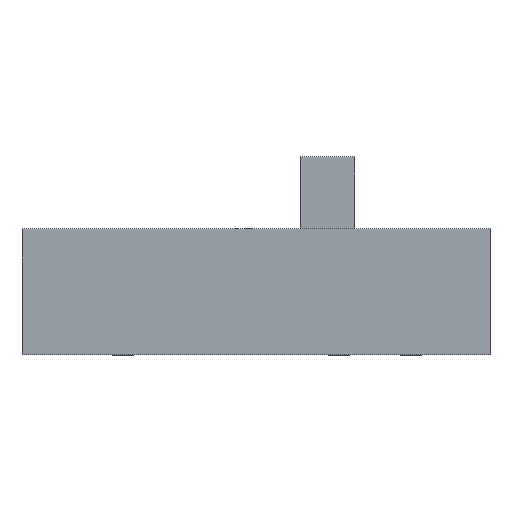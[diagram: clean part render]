
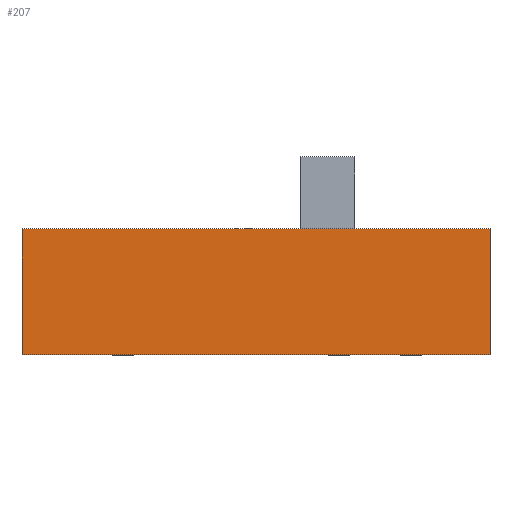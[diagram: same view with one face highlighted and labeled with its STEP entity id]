
A CAD part, top view. The second image highlights one B-rep face of the part: STEP entity #207.
In plain terms, the highlighted planar face has unit normal (0, 0, 1).
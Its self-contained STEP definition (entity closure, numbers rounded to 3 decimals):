
#78 = VERTEX_POINT('',#79);
#79 = CARTESIAN_POINT('',(0.,0.,3.2));
#94 = VERTEX_POINT('',#95);
#95 = CARTESIAN_POINT('',(0.,3.5,3.2));
#101 = EDGE_CURVE('',#78,#94,#102,.T.);
#102 = LINE('',#103,#104);
#103 = CARTESIAN_POINT('',(0.,0.,3.2));
#104 = VECTOR('',#105,1.);
#105 = DIRECTION('',(-0.,1.,0.));
#118 = VERTEX_POINT('',#119);
#119 = CARTESIAN_POINT('',(13.,0.,3.2));
#134 = VERTEX_POINT('',#135);
#135 = CARTESIAN_POINT('',(13.,3.5,3.2));
#141 = EDGE_CURVE('',#118,#134,#142,.T.);
#142 = LINE('',#143,#144);
#143 = CARTESIAN_POINT('',(13.,0.,3.2));
#144 = VECTOR('',#145,1.);
#145 = DIRECTION('',(-0.,1.,0.));
#162 = EDGE_CURVE('',#78,#118,#163,.T.);
#163 = LINE('',#164,#165);
#164 = CARTESIAN_POINT('',(0.,0.,3.2));
#165 = VECTOR('',#166,1.);
#166 = DIRECTION('',(1.,0.,-0.));
#184 = EDGE_CURVE('',#94,#134,#185,.T.);
#185 = LINE('',#186,#187);
#186 = CARTESIAN_POINT('',(0.,3.5,3.2));
#187 = VECTOR('',#188,1.);
#188 = DIRECTION('',(1.,0.,-0.));
#207 = ADVANCED_FACE('',(#208),#214,.T.);
#208 = FACE_BOUND('',#209,.T.);
#209 = EDGE_LOOP('',(#210,#211,#212,#213));
#210 = ORIENTED_EDGE('',*,*,#101,.F.);
#211 = ORIENTED_EDGE('',*,*,#162,.T.);
#212 = ORIENTED_EDGE('',*,*,#141,.T.);
#213 = ORIENTED_EDGE('',*,*,#184,.F.);
#214 = PLANE('',#215);
#215 = AXIS2_PLACEMENT_3D('',#216,#217,#218);
#216 = CARTESIAN_POINT('',(0.,0.,3.2));
#217 = DIRECTION('',(0.,0.,1.));
#218 = DIRECTION('',(1.,0.,-0.));
